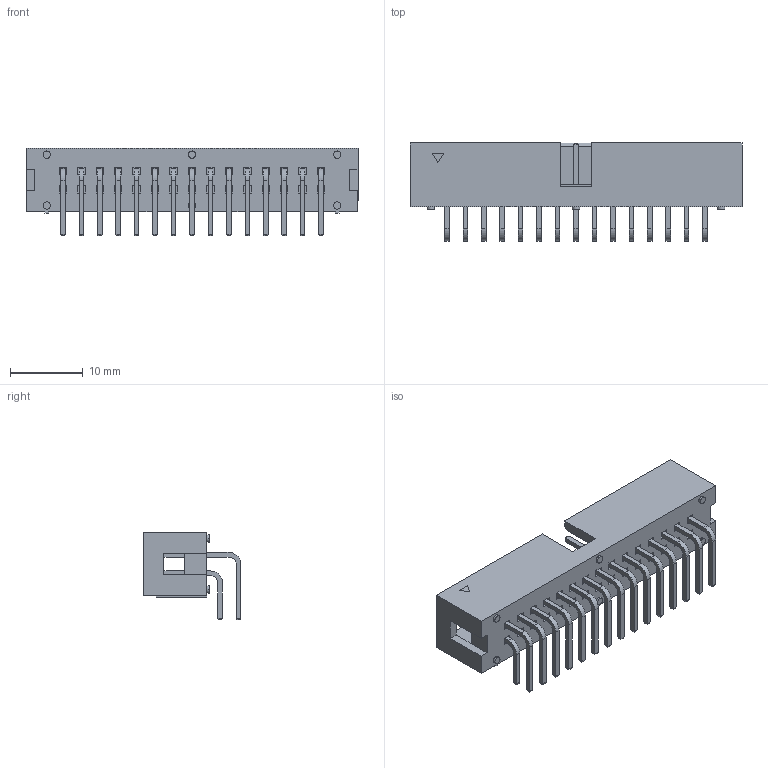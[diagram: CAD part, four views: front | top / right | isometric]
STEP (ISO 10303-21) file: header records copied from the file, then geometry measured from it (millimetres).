
FILE_DESCRIPTION (( 'STEP AP214' ), '1' );
FILE_NAME ('IDC-TH_30P-P2.54_300R-30P.STEP', '2021-09-07T12:09:04', ( '' ), ( '' ), 'SwSTEP 2.0', 'SolidWorks 2018', '' );
FILE_SCHEMA (( 'AUTOMOTIVE_DESIGN' ));
Length unit declared in the file: millimetre
Products named in the file (1): IDC-TH_30P-P2.54_300R-30P
Bounding box: 45.72 x 13.48 x 12.1 mm (x, y, z)
Volume: 2152.8 mm3; surface area: 3584 mm2
Topology: 1 solids, 1 shells, 932 faces, 2240 edges, 1410 vertices
Faces by surface type: plane 846, cylinder 72, bspline 14
Entity records: 37302 total; most frequent: CARTESIAN_POINT 5381, ORIENTED_EDGE 4480, DIRECTION 4194, EDGE_CURVE 2240, VECTOR 2068, LINE 2068, VERTEX_POINT 1410, AXIS2_PLACEMENT_3D 1063
